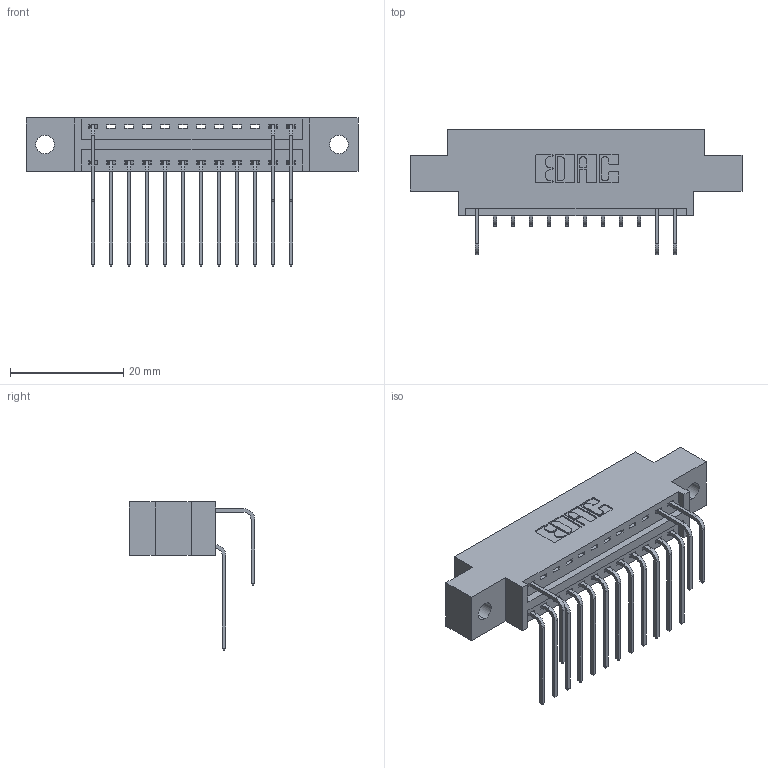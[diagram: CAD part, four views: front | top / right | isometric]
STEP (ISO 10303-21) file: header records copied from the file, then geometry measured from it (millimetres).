
FILE_DESCRIPTION (( 'STEP AP203' ), '1' );
FILE_NAME ('346-024-558-802.STEP', '2018-08-21T04:28:52', ( '' ), ( '' ), 'SwSTEP 2.0', 'SolidWorks 2016', '' );
FILE_SCHEMA (( 'CONFIG_CONTROL_DESIGN' ));
Length unit declared in the file: inch
Products named in the file (4): 345-292-001_558 Tail - 2; 346-024-558-802; 346 Part_0.170 Offset - 0.128 Dia; 345-292-001_558 559 Tail - 1
Assembly tree (16 placements, depth 2):
  346-024-558-802
    346 Part_0.170 Offset - 0.128 Dia
    345-292-001_558 559 Tail - 1  x12
    345-292-001_558 Tail - 2  x3
Bounding box: 58.67 x 22.16 x 26.16 mm (x, y, z)
Volume: 5302.7 mm3; surface area: 6675.8 mm2
Topology: 16 solids, 16 shells, 990 faces, 2945 edges, 1942 vertices
Faces by surface type: plane 680, cylinder 310
Entity records: 13501 total; most frequent: CARTESIAN_POINT 2358, ORIENTED_EDGE 2250, DIRECTION 2091, EDGE_CURVE 1125, VECTOR 905, LINE 905, VERTEX_POINT 746, AXIS2_PLACEMENT_3D 593
